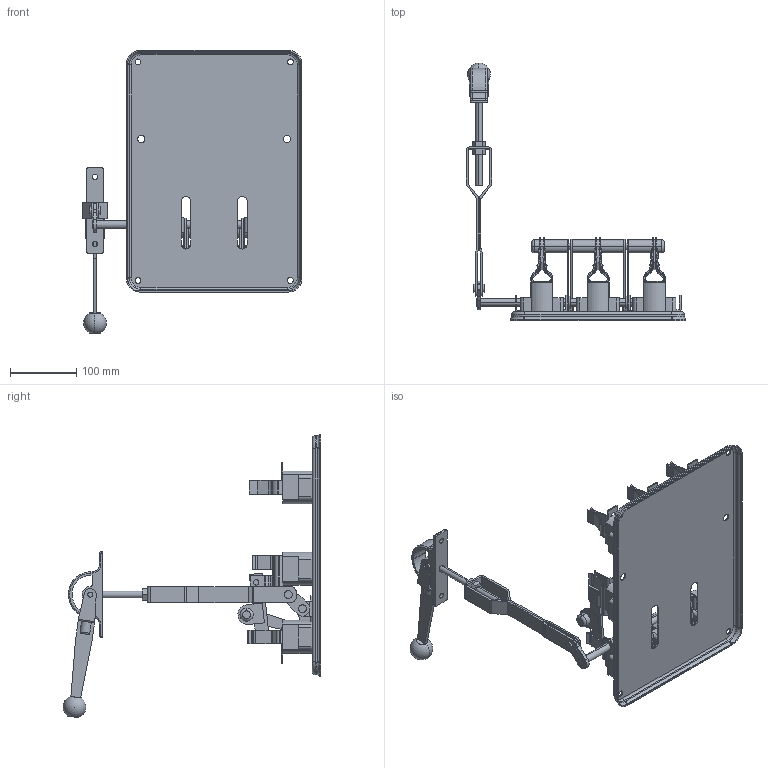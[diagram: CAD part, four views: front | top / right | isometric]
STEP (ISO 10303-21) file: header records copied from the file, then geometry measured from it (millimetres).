
FILE_DESCRIPTION (( 'STEP AP203' ), '1' );
FILE_NAME ('Ðàçúåäèíèòåëü ÐÏÑ-1 100À ëåâûé ïðèâîä, áåç ÏÏÍ (rps-100l).STEP', '2018-09-04T06:56:47', ( '' ), ( '' ), 'SwSTEP 2.0', 'SolidWorks 2017', '' );
FILE_SCHEMA (( 'CONFIG_CONTROL_DESIGN' ));
Length unit declared in the file: millimetre
Products named in the file (1): Ðàçúåäèíèòåëü ÐÏÑ-1 100À ëåâûé ïðèâîä, áåç ÏÏÍ (rps-100l)
Bounding box: 331.85 x 389.62 x 427.82 mm (x, y, z)
Volume: 1397726.7 mm3; surface area: 504117.3 mm2
Topology: 39 solids, 40 shells, 1621 faces, 3804 edges, 2283 vertices
Faces by surface type: plane 1028, cylinder 541, torus 26, bspline 24, sphere 2
Entity records: 46761 total; most frequent: CARTESIAN_POINT 8997, DIRECTION 8104, ORIENTED_EDGE 7598, EDGE_CURVE 3799, AXIS2_PLACEMENT_3D 2759, VECTOR 2586, LINE 2586, VERTEX_POINT 2280
